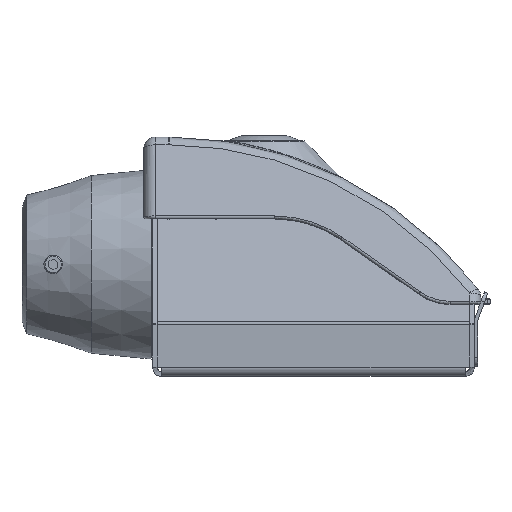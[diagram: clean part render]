
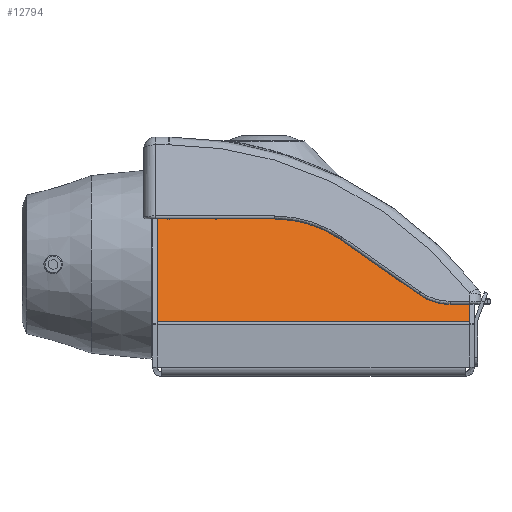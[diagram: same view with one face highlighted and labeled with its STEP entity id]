
A CAD part, left-side view. The second image highlights one B-rep face of the part: STEP entity #12794.
In plain terms, the highlighted planar face has unit normal (-0.945, 0, 0.328).
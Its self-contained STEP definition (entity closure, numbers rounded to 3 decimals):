
#145 = DIRECTION ( 'NONE',  ( 0., 1., 0. ) ) ;
#430 = CARTESIAN_POINT ( 'NONE',  ( -9.029, 0., -2.961 ) ) ;
#1806 = LINE ( 'NONE', #20141, #15614 ) ;
#2425 = ORIENTED_EDGE ( 'NONE', *, *, #24120, .F. ) ;
#3606 = VERTEX_POINT ( 'NONE', #13398 ) ;
#3816 = AXIS2_PLACEMENT_3D ( 'NONE', #39676, #26500, #20584 ) ;
#3855 = VERTEX_POINT ( 'NONE', #27070 ) ;
#4970 = EDGE_CURVE ( 'NONE', #12533, #16591, #12825, .T. ) ;
#5415 = LINE ( 'NONE', #23607, #7364 ) ;
#6645 = CARTESIAN_POINT ( 'NONE',  ( 0.164, -52.655, 23.513 ) ) ;
#7151 = ORIENTED_EDGE ( 'NONE', *, *, #30180, .F. ) ;
#7364 = VECTOR ( 'NONE', #25535, 1000. ) ;
#9049 = ORIENTED_EDGE ( 'NONE', *, *, #19481, .T. ) ;
#9412 = LINE ( 'NONE', #39465, #28155 ) ;
#9810 = PLANE ( 'NONE',  #23457 ) ;
#10844 = CARTESIAN_POINT ( 'NONE',  ( 18.213, -61.554, 75.487 ) ) ;
#12533 = VERTEX_POINT ( 'NONE', #39157 ) ;
#12794 = ADVANCED_FACE ( 'NONE', ( #40295 ), #9810, .F. ) ;
#12825 = LINE ( 'NONE', #25237, #28576 ) ;
#13398 = CARTESIAN_POINT ( 'NONE',  ( 3.389, -137.5, 32.8 ) ) ;
#13480 = ORIENTED_EDGE ( 'NONE', *, *, #19330, .T. ) ;
#15191 = EDGE_CURVE ( 'NONE', #16591, #34937, #9412, .T. ) ;
#15275 = CIRCLE ( 'NONE', #34060, 49.5 ) ;
#15614 = VECTOR ( 'NONE', #23163, 1000. ) ;
#15725 = ORIENTED_EDGE ( 'NONE', *, *, #15191, .T. ) ;
#16519 = CIRCLE ( 'NONE', #3816, 20.5 ) ;
#16591 = VERTEX_POINT ( 'NONE', #34006 ) ;
#16917 = ORIENTED_EDGE ( 'NONE', *, *, #38153, .T. ) ;
#17707 = VECTOR ( 'NONE', #32905, 1000. ) ;
#18724 = LINE ( 'NONE', #10844, #17707 ) ;
#18800 = CARTESIAN_POINT ( 'NONE',  ( -9.029, -137.5, -2.961 ) ) ;
#19200 = DIRECTION ( 'NONE',  ( -0.328, 0., -0.945 ) ) ;
#19223 = VERTEX_POINT ( 'NONE', #20330 ) ;
#19330 = EDGE_CURVE ( 'NONE', #22996, #19223, #16519, .T. ) ;
#19481 = EDGE_CURVE ( 'NONE', #34573, #3606, #33350, .T. ) ;
#20141 = CARTESIAN_POINT ( 'NONE',  ( 3.389, -104.25, 32.8 ) ) ;
#20330 = CARTESIAN_POINT ( 'NONE',  ( 4.711, -117.08, 36.608 ) ) ;
#20584 = DIRECTION ( 'NONE',  ( -0.328, 0., -0.945 ) ) ;
#22183 = DIRECTION ( 'NONE',  ( -0.945, 0., 0.328 ) ) ;
#22996 = VERTEX_POINT ( 'NONE', #40500 ) ;
#23163 = DIRECTION ( 'NONE',  ( 0., -1., 0. ) ) ;
#23457 = AXIS2_PLACEMENT_3D ( 'NONE', #430, #38396, #19200 ) ;
#23607 = CARTESIAN_POINT ( 'NONE',  ( 0.221, 0., 23.678 ) ) ;
#24120 = EDGE_CURVE ( 'NONE', #34573, #34937, #5415, .T. ) ;
#25237 = CARTESIAN_POINT ( 'NONE',  ( 16.402, 0., 70.274 ) ) ;
#25535 = DIRECTION ( 'NONE',  ( 0., 1., 0. ) ) ;
#26500 = DIRECTION ( 'NONE',  ( 0.945, 0., -0.328 ) ) ;
#27070 = CARTESIAN_POINT ( 'NONE',  ( 13.209, -82.131, 61.079 ) ) ;
#27842 = EDGE_CURVE ( 'NONE', #3855, #19223, #18724, .T. ) ;
#28155 = VECTOR ( 'NONE', #38929, 1000. ) ;
#28576 = VECTOR ( 'NONE', #145, 1000. ) ;
#28656 = DIRECTION ( 'NONE',  ( -0.328, 0., -0.945 ) ) ;
#30180 = EDGE_CURVE ( 'NONE', #22996, #3606, #1806, .T. ) ;
#31418 = ORIENTED_EDGE ( 'NONE', *, *, #4970, .T. ) ;
#31913 = VECTOR ( 'NONE', #37588, 1000. ) ;
#32905 = DIRECTION ( 'NONE',  ( -0.195, -0.803, -0.563 ) ) ;
#32946 = CARTESIAN_POINT ( 'NONE',  ( 0.221, -137.5, 23.678 ) ) ;
#33350 = LINE ( 'NONE', #18800, #31913 ) ;
#34006 = CARTESIAN_POINT ( 'NONE',  ( 16.402, -2., 70.274 ) ) ;
#34060 = AXIS2_PLACEMENT_3D ( 'NONE', #6645, #22183, #28656 ) ;
#34573 = VERTEX_POINT ( 'NONE', #32946 ) ;
#34937 = VERTEX_POINT ( 'NONE', #39010 ) ;
#35700 = ORIENTED_EDGE ( 'NONE', *, *, #27842, .F. ) ;
#37234 = EDGE_LOOP ( 'NONE', ( #35700, #16917, #31418, #15725, #2425, #9049, #7151, #13480 ) ) ;
#37588 = DIRECTION ( 'NONE',  ( 0.328, 0., 0.945 ) ) ;
#38153 = EDGE_CURVE ( 'NONE', #3855, #12533, #15275, .T. ) ;
#38396 = DIRECTION ( 'NONE',  ( 0.945, 0., -0.328 ) ) ;
#38929 = DIRECTION ( 'NONE',  ( -0.328, 0., -0.945 ) ) ;
#39010 = CARTESIAN_POINT ( 'NONE',  ( 0.221, -2., 23.678 ) ) ;
#39157 = CARTESIAN_POINT ( 'NONE',  ( 16.402, -52.655, 70.274 ) ) ;
#39465 = CARTESIAN_POINT ( 'NONE',  ( -9.029, -2., -2.961 ) ) ;
#39676 = CARTESIAN_POINT ( 'NONE',  ( 10.114, -129.287, 52.166 ) ) ;
#40295 = FACE_OUTER_BOUND ( 'NONE', #37234, .T. ) ;
#40500 = CARTESIAN_POINT ( 'NONE',  ( 3.389, -129.287, 32.8 ) ) ;
